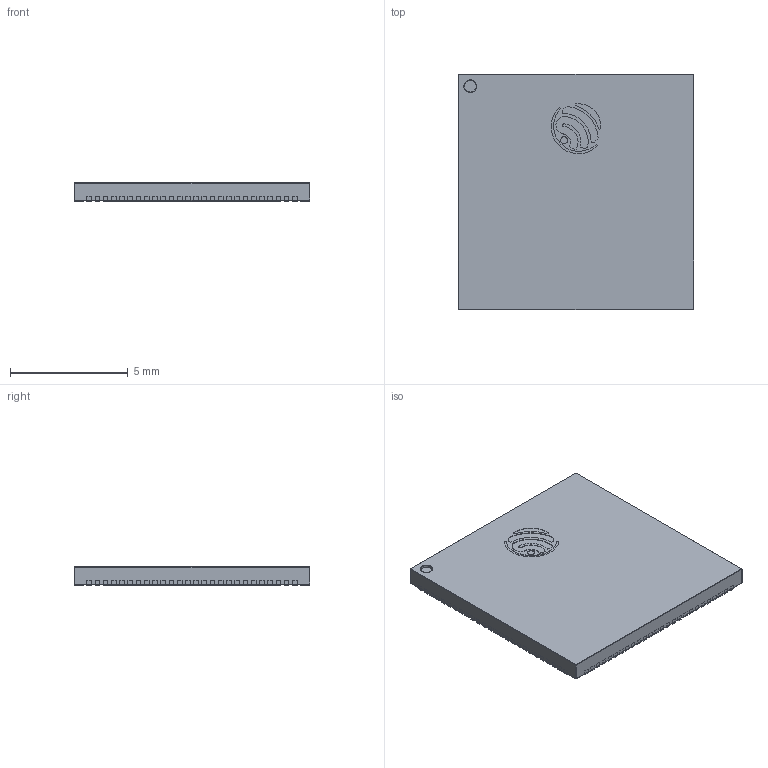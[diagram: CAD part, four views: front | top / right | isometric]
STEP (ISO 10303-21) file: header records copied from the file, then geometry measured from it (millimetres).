
FILE_DESCRIPTION(/* description */ ('Unknown'),/* implementation_level */ '2;1');
FILE_NAME(/* name */ 'QFN-104_ESP32P4_A',/* time_stamp */ '2025-04-03T10:55:00+03:00',/* author */ ('Unknown'),/* organization */ ('Unknown'),/* preprocessor_version */ 'ST-DEVELOPER v19.4',/* originating_system */ 'Solid Edge',/* authorisation */ 'Unknown');
FILE_SCHEMA (('AUTOMOTIVE_DESIGN {1 0 10303 214 3 1 1}'));
Length unit declared in the file: millimetre
Products named in the file (6): QFN-104_10x10mm_ESP32P4_A; Array001_0; Array_0; Fillet_0; Chamfer_0; Pocket
Assembly tree (33 placements, depth 4):
  QFN-104_10x10mm_ESP32P4_A
    Array001_0
      Array_0  x4
        Fillet_0
    Chamfer_0
    Pocket
Bounding box: 10.02 x 10.02 x 0.78 mm (x, y, z)
Volume: 77.9 mm3; surface area: 382.1 mm2
Topology: 106 solids, 106 shells, 901 faces, 2032 edges, 1341 vertices
Faces by surface type: plane 651, cylinder 241, sphere 8, torus 1
Full cylindrical faces by diameter (mm): 0.3 x1, 0.5 x1
Entity records: 2892 total; most frequent: DIRECTION 460, CARTESIAN_POINT 383, ORIENTED_EDGE 334, AXIS2_PLACEMENT_3D 182, EDGE_CURVE 167, VERTEX_POINT 105, LINE 96, VECTOR 96
